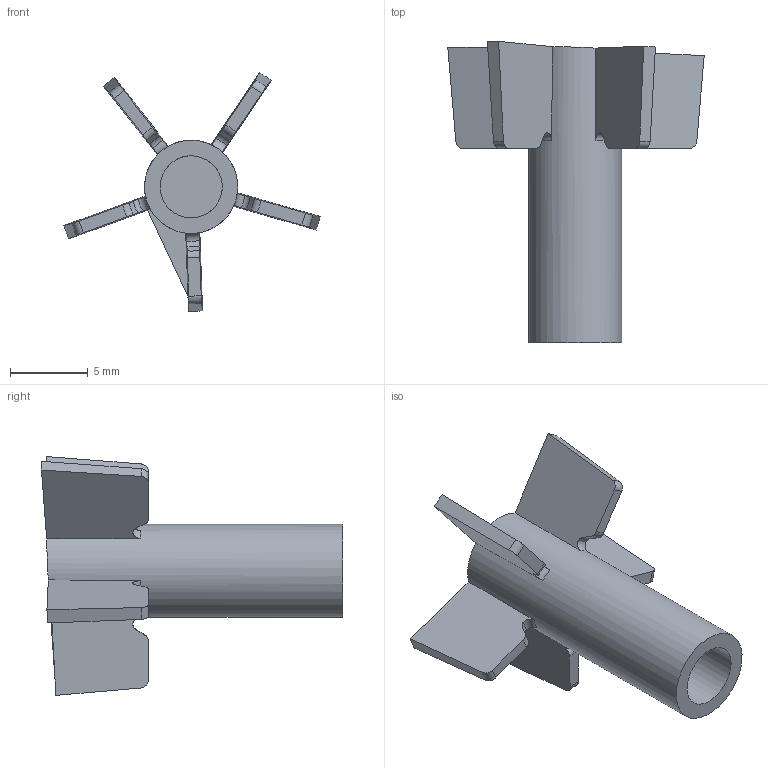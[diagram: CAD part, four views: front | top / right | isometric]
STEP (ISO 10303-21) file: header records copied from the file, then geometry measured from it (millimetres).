
FILE_DESCRIPTION(('Open CASCADE Model'),'2;1');
FILE_NAME('Open CASCADE Shape Model','2025-10-21T21:37:34',('Author'),( 'Open CASCADE'),'Open CASCADE STEP processor 7.7','Open CASCADE 7.7' ,'Unknown');
FILE_SCHEMA(('AUTOMOTIVE_DESIGN { 1 0 10303 214 1 1 1 1 }'));
Length unit declared in the file: millimetre
Products named in the file (51): Open CASCADE STEP translator 7.7 31; Open CASCADE STEP translator 7.7 31.1; Open CASCADE STEP translator 7.7 31.2; Open CASCADE STEP translator 7.7 31.3; Open CASCADE STEP translator 7.7 31.4; Open CASCADE STEP translator 7.7 31.5; Open CASCADE STEP translator 7.7 31.6; Open CASCADE STEP translator 7.7 31.7; Open CASCADE STEP translator 7.7 31.8; Open CASCADE STEP translator 7.7 31.9; Open CASCADE STEP translator 7.7 31.10; Open CASCADE STEP translator 7.7 31.11; Open CASCADE STEP translator 7.7 31.12; Open CASCADE STEP translator 7.7 31.13; Open CASCADE STEP translator 7.7 31.14; Open CASCADE STEP translator 7.7 31.15; Open CASCADE STEP translator 7.7 31.16; Open CASCADE STEP translator 7.7 31.17; Open CASCADE STEP translator 7.7 31.18; Open CASCADE STEP translator 7.7 31.19; Open CASCADE STEP translator 7.7 31.20; Open CASCADE STEP translator 7.7 31.21; Open CASCADE STEP translator 7.7 31.22; Open CASCADE STEP translator 7.7 31.23; Open CASCADE STEP translator 7.7 31.24; Open CASCADE STEP translator 7.7 31.25; Open CASCADE STEP translator 7.7 31.26; Open CASCADE STEP translator 7.7 31.27; Open CASCADE STEP translator 7.7 31.28; Open CASCADE STEP translator 7.7 31.29; Open CASCADE STEP translator 7.7 31.30; Open CASCADE STEP translator 7.7 31.31; Open CASCADE STEP translator 7.7 31.32; Open CASCADE STEP translator 7.7 31.33; Open CASCADE STEP translator 7.7 31.34; Open CASCADE STEP translator 7.7 31.35; Open CASCADE STEP translator 7.7 31.36; Open CASCADE STEP translator 7.7 31.37; Open CASCADE STEP translator 7.7 31.38; Open CASCADE STEP translator 7.7 31.39 ...
Assembly tree (50 placements, depth 2):
  Open CASCADE STEP translator 7.7 31
    Open CASCADE STEP translator 7.7 31.1
    Open CASCADE STEP translator 7.7 31.2
    Open CASCADE STEP translator 7.7 31.3
    Open CASCADE STEP translator 7.7 31.4
    Open CASCADE STEP translator 7.7 31.5
    Open CASCADE STEP translator 7.7 31.6
    Open CASCADE STEP translator 7.7 31.7
    Open CASCADE STEP translator 7.7 31.8
    Open CASCADE STEP translator 7.7 31.9
    Open CASCADE STEP translator 7.7 31.10
    Open CASCADE STEP translator 7.7 31.11
    Open CASCADE STEP translator 7.7 31.12
    Open CASCADE STEP translator 7.7 31.13
    Open CASCADE STEP translator 7.7 31.14
    Open CASCADE STEP translator 7.7 31.15
    Open CASCADE STEP translator 7.7 31.16
    Open CASCADE STEP translator 7.7 31.17
    Open CASCADE STEP translator 7.7 31.18
    Open CASCADE STEP translator 7.7 31.19
    Open CASCADE STEP translator 7.7 31.20
    Open CASCADE STEP translator 7.7 31.21
    Open CASCADE STEP translator 7.7 31.22
    Open CASCADE STEP translator 7.7 31.23
    Open CASCADE STEP translator 7.7 31.24
    Open CASCADE STEP translator 7.7 31.25
    Open CASCADE STEP translator 7.7 31.26
    Open CASCADE STEP translator 7.7 31.27
    Open CASCADE STEP translator 7.7 31.28
    Open CASCADE STEP translator 7.7 31.29
    Open CASCADE STEP translator 7.7 31.30
    Open CASCADE STEP translator 7.7 31.31
    Open CASCADE STEP translator 7.7 31.32
    Open CASCADE STEP translator 7.7 31.33
    Open CASCADE STEP translator 7.7 31.34
    Open CASCADE STEP translator 7.7 31.35
    Open CASCADE STEP translator 7.7 31.36
    Open CASCADE STEP translator 7.7 31.37
    Open CASCADE STEP translator 7.7 31.38
    Open CASCADE STEP translator 7.7 31.39
    Open CASCADE STEP translator 7.7 31.40
    Open CASCADE STEP translator 7.7 31.41
    Open CASCADE STEP translator 7.7 31.42
    Open CASCADE STEP translator 7.7 31.43
    Open CASCADE STEP translator 7.7 31.44
    Open CASCADE STEP translator 7.7 31.45
    Open CASCADE STEP translator 7.7 31.46
    Open CASCADE STEP translator 7.7 31.47
    Open CASCADE STEP translator 7.7 31.48
    Open CASCADE STEP translator 7.7 31.49
    Open CASCADE STEP translator 7.7 31.50
Bounding box: 16.5 x 19.38 x 15.37 mm (x, y, z)
Surface area: 970.6 mm2 (no closed solid volume)
Topology: 0 solids, 50 shells, 50 faces, 270 edges, 268 vertices
Faces by surface type: plane 21, torus 15, cylinder 7, cone 5, bspline 2
Full cylindrical faces by diameter (mm): 4 x1, 6 x1
Entity records: 7039 total; most frequent: CARTESIAN_POINT 2894, DIRECTION 586, ORIENTED_EDGE 272, PCURVE 272, DEFINITIONAL_REPRESENTATION 272, EDGE_CURVE 270, VERTEX_POINT 268, SURFACE_CURVE 268
